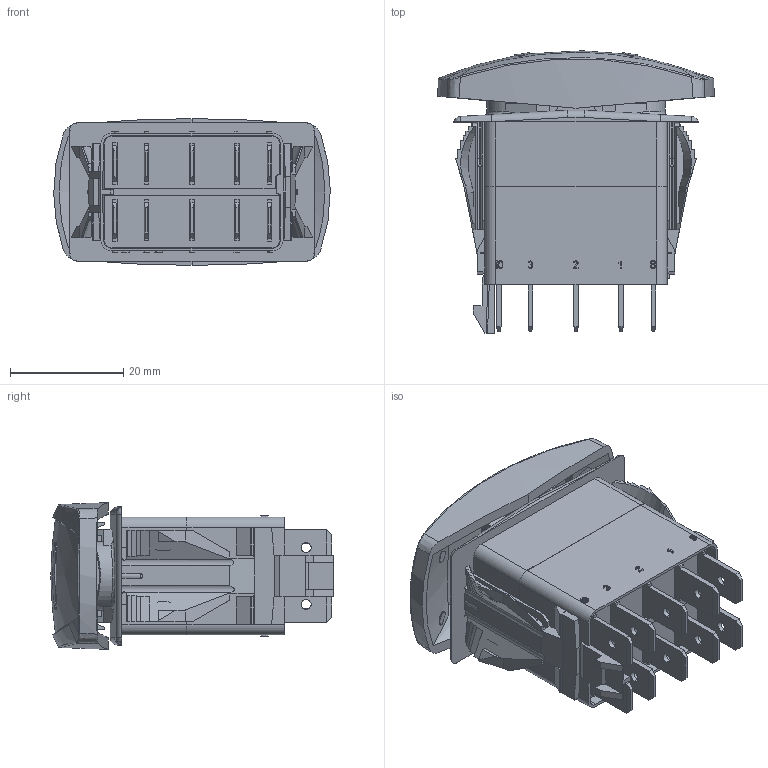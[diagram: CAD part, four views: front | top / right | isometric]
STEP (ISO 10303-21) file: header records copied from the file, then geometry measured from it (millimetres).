
FILE_DESCRIPTION((''),'2;1');
FILE_NAME('VJD2U66B-G7C00_SW0001','2011-09-22T',('leads.cao'),(''),'PRO/ENGINEER BY PARAMETRIC TECHNOLOGY CORPORATION, 2010280','PRO/ENGINEER BY PARAMETRIC TECHNOLOGY CORPORATION, 2010280','');
FILE_SCHEMA(('CONFIG_CONTROL_DESIGN'));
Products named in the file (1): VJD2U66B-G7C00_SW0001
Bounding box: 48.82 x 49.84 x 25.91 mm (x, y, z)
Volume: 14888.5 mm3; surface area: 18016.9 mm2
Topology: 1 solids, 1 shells, 2001 faces, 5320 edges, 3335 vertices
Faces by surface type: plane 1522, cylinder 205, cone 160, bspline 68, extrusion 38, torus 8
Entity records: 67566 total; most frequent: CARTESIAN_POINT 19447, ORIENTED_EDGE 10596, DIRECTION 8844, EDGE_CURVE 5298, VECTOR 4128, LINE 4090, VERTEX_POINT 3394, AXIS2_PLACEMENT_3D 2358
